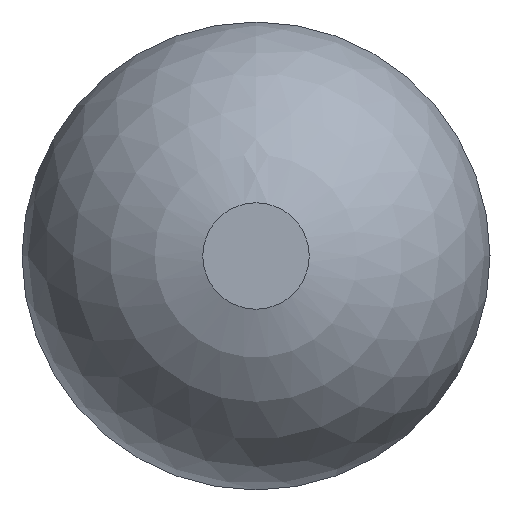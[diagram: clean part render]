
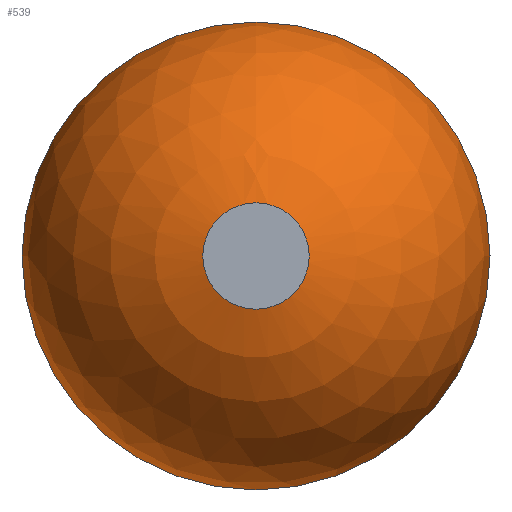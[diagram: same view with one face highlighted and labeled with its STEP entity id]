
A CAD part, left-side view. The second image highlights one B-rep face of the part: STEP entity #539.
In plain terms, the highlighted spherical face has radius 1.1 mm.
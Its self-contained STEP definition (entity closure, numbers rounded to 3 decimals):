
#518 = EDGE_CURVE('',#519,#519,#521,.T.);
#519 = VERTEX_POINT('',#520);
#520 = CARTESIAN_POINT('',(-5.9,0.,1.1));
#521 = CIRCLE('',#522,1.1);
#522 = AXIS2_PLACEMENT_3D('',#523,#524,#525);
#523 = CARTESIAN_POINT('',(-5.9,0.,0.));
#524 = DIRECTION('',(1.,0.,-0.));
#525 = DIRECTION('',(0.,0.,1.));
#539 = ADVANCED_FACE('',(#540),#553,.T.);
#540 = FACE_BOUND('',#541,.F.);
#541 = EDGE_LOOP('',(#542,#543,#552));
#542 = ORIENTED_EDGE('',*,*,#518,.T.);
#543 = ORIENTED_EDGE('',*,*,#544,.T.);
#544 = EDGE_CURVE('',#519,#545,#547,.T.);
#545 = VERTEX_POINT('',#546);
#546 = CARTESIAN_POINT('',(-7.,0.,0.));
#547 = CIRCLE('',#548,1.1);
#548 = AXIS2_PLACEMENT_3D('',#549,#550,#551);
#549 = CARTESIAN_POINT('',(-5.9,0.,0.));
#550 = DIRECTION('',(0.,-1.,0.));
#551 = DIRECTION('',(1.,0.,0.));
#552 = ORIENTED_EDGE('',*,*,#544,.F.);
#553 = SPHERICAL_SURFACE('',#554,1.1);
#554 = AXIS2_PLACEMENT_3D('',#555,#556,#557);
#555 = CARTESIAN_POINT('',(-5.9,0.,0.));
#556 = DIRECTION('',(-1.,0.,0.));
#557 = DIRECTION('',(0.,0.,1.));
